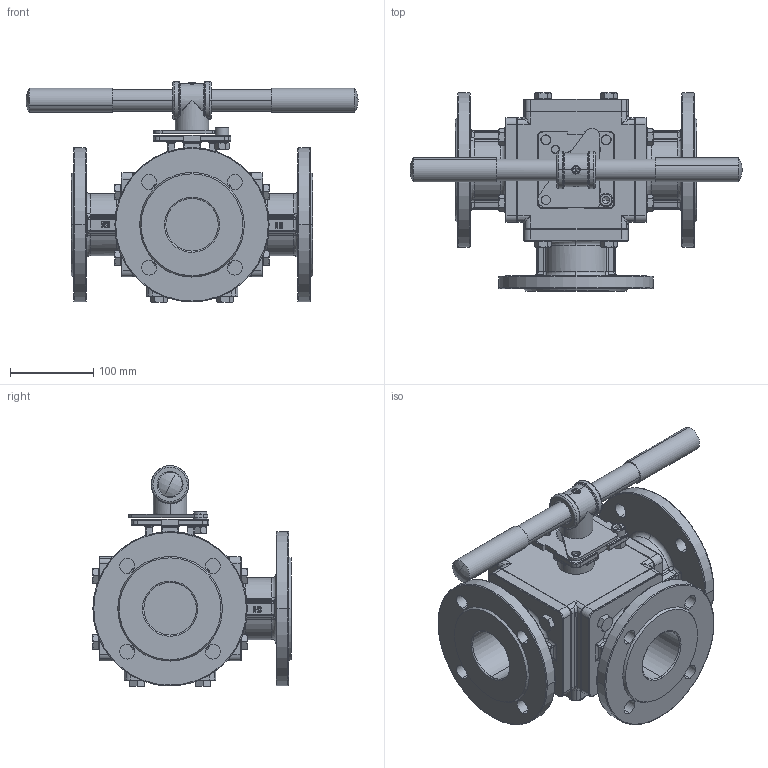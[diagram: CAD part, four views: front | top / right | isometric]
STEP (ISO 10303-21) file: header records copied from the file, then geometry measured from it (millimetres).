
FILE_DESCRIPTION(('HOOPS Exchange Step'),'2;1');
FILE_NAME('FK0800_PN16_DN65.stp','2025-08-25T09:48:39+02:00',('nieru'),('Unknown organisation'),'HOOPS Exchange 2024.2','HOOPS Exchange','Unknown authorisation');
FILE_SCHEMA( ('AP203_CONFIGURATION_CONTROLLED_3D_DESIGN_OF_MECHANICAL_PARTS_AND_ASSEMBLIES_MIM_LF') );
Length unit declared in the file: millimetre
Products named in the file (2): 0; root
Assembly tree (1 placements, depth 2):
  root
    0
Bounding box: 397.92 x 237.5 x 264.5 mm (x, y, z)
Volume: 5238589.8 mm3; surface area: 482649.9 mm2
Topology: 1 solids, 1 shells, 2328 faces, 5963 edges, 3771 vertices
Faces by surface type: plane 864, bspline 600, cylinder 512, cone 204, torus 116, sphere 32
Entity records: 84763 total; most frequent: CARTESIAN_POINT 33856, ORIENTED_EDGE 11842, DIRECTION 8384, EDGE_CURVE 5921, VERTEX_POINT 3771, AXIS2_PLACEMENT_3D 2866, VECTOR 2652, LINE 2652
